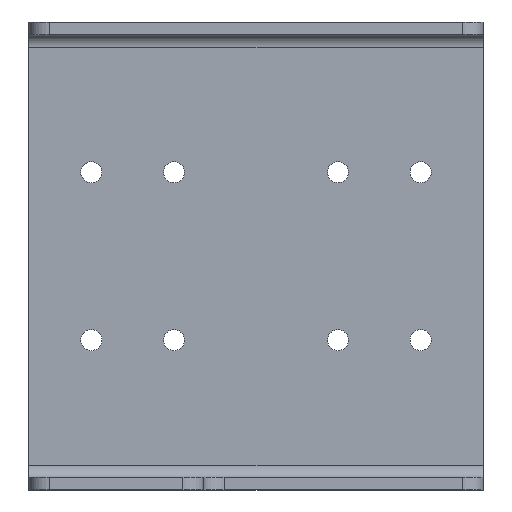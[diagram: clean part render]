
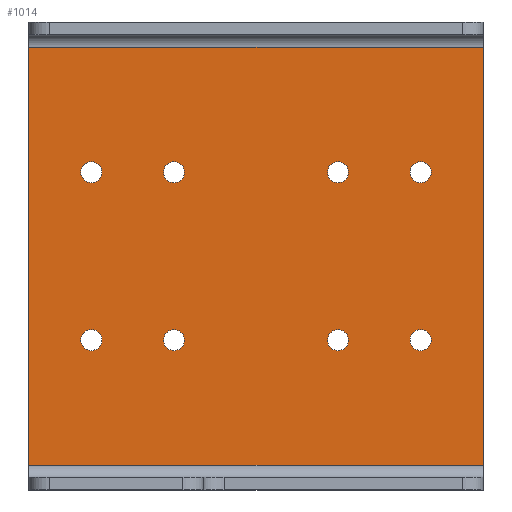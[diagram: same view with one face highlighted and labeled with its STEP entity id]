
A CAD part, top view. The second image highlights one B-rep face of the part: STEP entity #1014.
In plain terms, the highlighted planar face has unit normal (0, 0, 1).
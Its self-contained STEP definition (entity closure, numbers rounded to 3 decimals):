
#25=FACE_BOUND('',#161,.T.);
#26=FACE_BOUND('',#162,.T.);
#27=FACE_BOUND('',#163,.T.);
#28=FACE_BOUND('',#164,.T.);
#29=FACE_BOUND('',#165,.T.);
#30=FACE_BOUND('',#166,.T.);
#31=FACE_BOUND('',#167,.T.);
#32=FACE_BOUND('',#168,.T.);
#58=PLANE('',#1161);
#103=FACE_OUTER_BOUND('',#160,.T.);
#160=EDGE_LOOP('',(#846,#847,#848,#849));
#161=EDGE_LOOP('',(#850,#851));
#162=EDGE_LOOP('',(#852,#853));
#163=EDGE_LOOP('',(#854,#855));
#164=EDGE_LOOP('',(#856,#857));
#165=EDGE_LOOP('',(#858,#859));
#166=EDGE_LOOP('',(#860,#861));
#167=EDGE_LOOP('',(#862,#863));
#168=EDGE_LOOP('',(#864,#865));
#247=LINE('',#1763,#310);
#248=LINE('',#1766,#311);
#249=LINE('',#1768,#312);
#250=LINE('',#1769,#313);
#310=VECTOR('',#1454,10.);
#311=VECTOR('',#1457,10.);
#312=VECTOR('',#1458,10.);
#313=VECTOR('',#1459,10.);
#378=CIRCLE('',#1122,2.55);
#379=CIRCLE('',#1123,2.55);
#381=CIRCLE('',#1126,2.55);
#382=CIRCLE('',#1127,2.55);
#384=CIRCLE('',#1130,2.55);
#385=CIRCLE('',#1131,2.55);
#387=CIRCLE('',#1134,2.55);
#388=CIRCLE('',#1135,2.55);
#390=CIRCLE('',#1138,2.55);
#391=CIRCLE('',#1139,2.55);
#393=CIRCLE('',#1142,2.55);
#394=CIRCLE('',#1143,2.55);
#396=CIRCLE('',#1146,2.55);
#397=CIRCLE('',#1147,2.55);
#399=CIRCLE('',#1150,2.55);
#400=CIRCLE('',#1151,2.55);
#476=VERTEX_POINT('',#1680);
#477=VERTEX_POINT('',#1681);
#479=VERTEX_POINT('',#1688);
#480=VERTEX_POINT('',#1689);
#482=VERTEX_POINT('',#1696);
#483=VERTEX_POINT('',#1697);
#485=VERTEX_POINT('',#1704);
#486=VERTEX_POINT('',#1705);
#488=VERTEX_POINT('',#1712);
#489=VERTEX_POINT('',#1713);
#491=VERTEX_POINT('',#1720);
#492=VERTEX_POINT('',#1721);
#494=VERTEX_POINT('',#1728);
#495=VERTEX_POINT('',#1729);
#497=VERTEX_POINT('',#1736);
#498=VERTEX_POINT('',#1737);
#502=VERTEX_POINT('',#1748);
#505=VERTEX_POINT('',#1755);
#506=VERTEX_POINT('',#1765);
#507=VERTEX_POINT('',#1767);
#597=EDGE_CURVE('',#476,#477,#378,.T.);
#598=EDGE_CURVE('',#477,#476,#379,.T.);
#601=EDGE_CURVE('',#479,#480,#381,.T.);
#602=EDGE_CURVE('',#480,#479,#382,.T.);
#605=EDGE_CURVE('',#482,#483,#384,.T.);
#606=EDGE_CURVE('',#483,#482,#385,.T.);
#609=EDGE_CURVE('',#485,#486,#387,.T.);
#610=EDGE_CURVE('',#486,#485,#388,.T.);
#613=EDGE_CURVE('',#488,#489,#390,.T.);
#614=EDGE_CURVE('',#489,#488,#391,.T.);
#617=EDGE_CURVE('',#491,#492,#393,.T.);
#618=EDGE_CURVE('',#492,#491,#394,.T.);
#621=EDGE_CURVE('',#494,#495,#396,.T.);
#622=EDGE_CURVE('',#495,#494,#397,.T.);
#625=EDGE_CURVE('',#497,#498,#399,.T.);
#626=EDGE_CURVE('',#498,#497,#400,.T.);
#639=EDGE_CURVE('',#502,#505,#247,.T.);
#640=EDGE_CURVE('',#506,#505,#248,.T.);
#641=EDGE_CURVE('',#506,#507,#249,.T.);
#642=EDGE_CURVE('',#502,#507,#250,.T.);
#846=ORIENTED_EDGE('',*,*,#639,.T.);
#847=ORIENTED_EDGE('',*,*,#640,.F.);
#848=ORIENTED_EDGE('',*,*,#641,.T.);
#849=ORIENTED_EDGE('',*,*,#642,.F.);
#850=ORIENTED_EDGE('',*,*,#597,.T.);
#851=ORIENTED_EDGE('',*,*,#598,.T.);
#852=ORIENTED_EDGE('',*,*,#601,.T.);
#853=ORIENTED_EDGE('',*,*,#602,.T.);
#854=ORIENTED_EDGE('',*,*,#605,.T.);
#855=ORIENTED_EDGE('',*,*,#606,.T.);
#856=ORIENTED_EDGE('',*,*,#609,.T.);
#857=ORIENTED_EDGE('',*,*,#610,.T.);
#858=ORIENTED_EDGE('',*,*,#613,.T.);
#859=ORIENTED_EDGE('',*,*,#614,.T.);
#860=ORIENTED_EDGE('',*,*,#617,.T.);
#861=ORIENTED_EDGE('',*,*,#618,.T.);
#862=ORIENTED_EDGE('',*,*,#621,.T.);
#863=ORIENTED_EDGE('',*,*,#622,.T.);
#864=ORIENTED_EDGE('',*,*,#625,.T.);
#865=ORIENTED_EDGE('',*,*,#626,.T.);
#1014=ADVANCED_FACE('',(#103,#25,#26,#27,#28,#29,#30,#31,#32),#58,.T.);
#1122=AXIS2_PLACEMENT_3D('',#1682,#1362,#1363);
#1123=AXIS2_PLACEMENT_3D('',#1683,#1364,#1365);
#1126=AXIS2_PLACEMENT_3D('',#1690,#1371,#1372);
#1127=AXIS2_PLACEMENT_3D('',#1691,#1373,#1374);
#1130=AXIS2_PLACEMENT_3D('',#1698,#1380,#1381);
#1131=AXIS2_PLACEMENT_3D('',#1699,#1382,#1383);
#1134=AXIS2_PLACEMENT_3D('',#1706,#1389,#1390);
#1135=AXIS2_PLACEMENT_3D('',#1707,#1391,#1392);
#1138=AXIS2_PLACEMENT_3D('',#1714,#1398,#1399);
#1139=AXIS2_PLACEMENT_3D('',#1715,#1400,#1401);
#1142=AXIS2_PLACEMENT_3D('',#1722,#1407,#1408);
#1143=AXIS2_PLACEMENT_3D('',#1723,#1409,#1410);
#1146=AXIS2_PLACEMENT_3D('',#1730,#1416,#1417);
#1147=AXIS2_PLACEMENT_3D('',#1731,#1418,#1419);
#1150=AXIS2_PLACEMENT_3D('',#1738,#1425,#1426);
#1151=AXIS2_PLACEMENT_3D('',#1739,#1427,#1428);
#1161=AXIS2_PLACEMENT_3D('',#1764,#1455,#1456);
#1362=DIRECTION('center_axis',(0.,0.,-1.));
#1363=DIRECTION('ref_axis',(1.,0.,0.));
#1364=DIRECTION('center_axis',(0.,0.,-1.));
#1365=DIRECTION('ref_axis',(1.,0.,0.));
#1371=DIRECTION('center_axis',(0.,0.,-1.));
#1372=DIRECTION('ref_axis',(1.,0.,0.));
#1373=DIRECTION('center_axis',(0.,0.,-1.));
#1374=DIRECTION('ref_axis',(1.,0.,0.));
#1380=DIRECTION('center_axis',(0.,0.,-1.));
#1381=DIRECTION('ref_axis',(1.,0.,0.));
#1382=DIRECTION('center_axis',(0.,0.,-1.));
#1383=DIRECTION('ref_axis',(1.,0.,0.));
#1389=DIRECTION('center_axis',(0.,0.,-1.));
#1390=DIRECTION('ref_axis',(1.,0.,0.));
#1391=DIRECTION('center_axis',(0.,0.,-1.));
#1392=DIRECTION('ref_axis',(1.,0.,0.));
#1398=DIRECTION('center_axis',(0.,0.,-1.));
#1399=DIRECTION('ref_axis',(1.,0.,0.));
#1400=DIRECTION('center_axis',(0.,0.,-1.));
#1401=DIRECTION('ref_axis',(1.,0.,0.));
#1407=DIRECTION('center_axis',(0.,0.,-1.));
#1408=DIRECTION('ref_axis',(1.,0.,0.));
#1409=DIRECTION('center_axis',(0.,0.,-1.));
#1410=DIRECTION('ref_axis',(1.,0.,0.));
#1416=DIRECTION('center_axis',(0.,0.,-1.));
#1417=DIRECTION('ref_axis',(1.,0.,0.));
#1418=DIRECTION('center_axis',(0.,0.,-1.));
#1419=DIRECTION('ref_axis',(1.,0.,0.));
#1425=DIRECTION('center_axis',(0.,0.,-1.));
#1426=DIRECTION('ref_axis',(1.,0.,0.));
#1427=DIRECTION('center_axis',(0.,0.,-1.));
#1428=DIRECTION('ref_axis',(1.,0.,0.));
#1454=DIRECTION('',(1.,0.,0.));
#1455=DIRECTION('center_axis',(0.,0.,1.));
#1456=DIRECTION('ref_axis',(1.,0.,0.));
#1457=DIRECTION('',(0.,-1.,0.));
#1458=DIRECTION('',(-1.,0.,0.));
#1459=DIRECTION('',(0.,1.,0.));
#1680=CARTESIAN_POINT('',(22.4,-20.32,3.));
#1681=CARTESIAN_POINT('',(17.3,-20.32,3.));
#1682=CARTESIAN_POINT('Origin',(19.85,-20.32,3.));
#1683=CARTESIAN_POINT('Origin',(19.85,-20.32,3.));
#1688=CARTESIAN_POINT('',(22.4,20.32,3.));
#1689=CARTESIAN_POINT('',(17.3,20.32,3.));
#1690=CARTESIAN_POINT('Origin',(19.85,20.32,3.));
#1691=CARTESIAN_POINT('Origin',(19.85,20.32,3.));
#1696=CARTESIAN_POINT('',(-37.3,20.32,3.));
#1697=CARTESIAN_POINT('',(-42.4,20.32,3.));
#1698=CARTESIAN_POINT('Origin',(-39.85,20.32,3.));
#1699=CARTESIAN_POINT('Origin',(-39.85,20.32,3.));
#1704=CARTESIAN_POINT('',(-17.3,20.32,3.));
#1705=CARTESIAN_POINT('',(-22.4,20.32,3.));
#1706=CARTESIAN_POINT('Origin',(-19.85,20.32,3.));
#1707=CARTESIAN_POINT('Origin',(-19.85,20.32,3.));
#1712=CARTESIAN_POINT('',(-17.3,-20.32,3.));
#1713=CARTESIAN_POINT('',(-22.4,-20.32,3.));
#1714=CARTESIAN_POINT('Origin',(-19.85,-20.32,3.));
#1715=CARTESIAN_POINT('Origin',(-19.85,-20.32,3.));
#1720=CARTESIAN_POINT('',(-37.3,-20.32,3.));
#1721=CARTESIAN_POINT('',(-42.4,-20.32,3.));
#1722=CARTESIAN_POINT('Origin',(-39.85,-20.32,3.));
#1723=CARTESIAN_POINT('Origin',(-39.85,-20.32,3.));
#1728=CARTESIAN_POINT('',(42.4,20.32,3.));
#1729=CARTESIAN_POINT('',(37.3,20.32,3.));
#1730=CARTESIAN_POINT('Origin',(39.85,20.32,3.));
#1731=CARTESIAN_POINT('Origin',(39.85,20.32,3.));
#1736=CARTESIAN_POINT('',(42.4,-20.32,3.));
#1737=CARTESIAN_POINT('',(37.3,-20.32,3.));
#1738=CARTESIAN_POINT('Origin',(39.85,-20.32,3.));
#1739=CARTESIAN_POINT('Origin',(39.85,-20.32,3.));
#1748=CARTESIAN_POINT('',(-55.,-50.607,3.));
#1755=CARTESIAN_POINT('',(55.,-50.607,3.));
#1763=CARTESIAN_POINT('',(26.94,-50.607,3.));
#1764=CARTESIAN_POINT('Origin',(-1.121,-2.879,3.));
#1765=CARTESIAN_POINT('',(55.,50.607,3.));
#1766=CARTESIAN_POINT('',(55.,-90.,3.));
#1767=CARTESIAN_POINT('',(-55.,50.607,3.));
#1768=CARTESIAN_POINT('',(-28.06,50.607,3.));
#1769=CARTESIAN_POINT('',(-55.,92.,3.));
